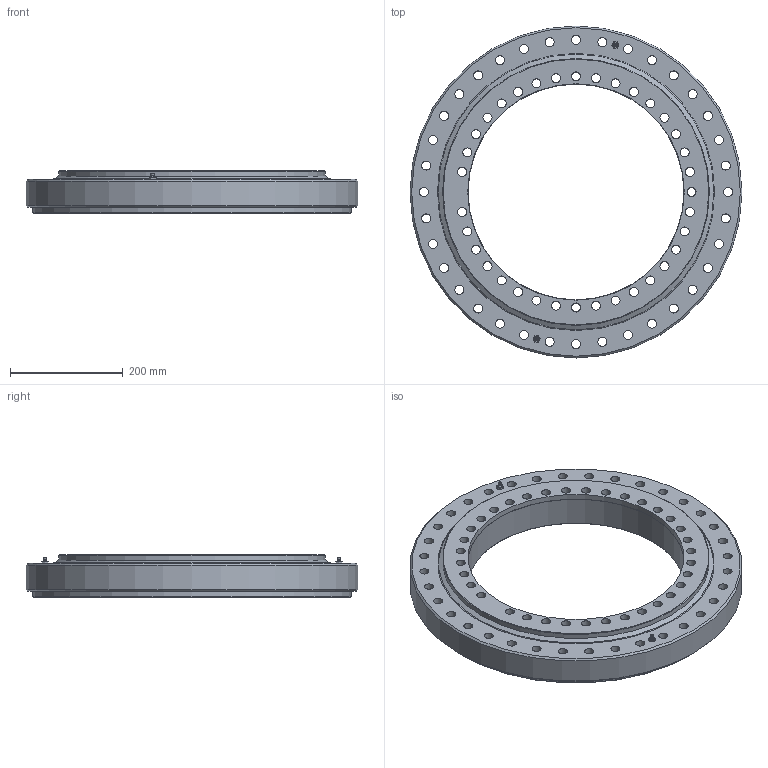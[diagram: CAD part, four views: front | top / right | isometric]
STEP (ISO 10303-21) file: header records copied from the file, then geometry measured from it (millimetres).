
FILE_DESCRIPTION (( 'STEP AP214' ), '1' );
FILE_NAME ('SD.589.25.15.D.1-R.STEP', '2021-08-16T06:22:49', ( '' ), ( '' ), 'SwSTEP 2.0', 'SolidWorks 2016', '' );
FILE_SCHEMA (( 'AUTOMOTIVE_DESIGN' ));
Length unit declared in the file: millimetre
Products named in the file (7): Grease nipple M10x1mm; SD.589.25.15.D.1-R - OR; SD.589.25.15.D.1-R - OR Seal; SD.589.25.15.D.1-R - IR Seal; Roller L25; SD.589.25.15.D.1-R; SD.589.25.15.D.1-R - IR
Assembly tree (54 placements, depth 2):
  SD.589.25.15.D.1-R
    SD.589.25.15.D.1-R - IR
    SD.589.25.15.D.1-R - OR
    Roller L25  x48
    SD.589.25.15.D.1-R - IR Seal
    SD.589.25.15.D.1-R - OR Seal
    Grease nipple M10x1mm  x2
Bounding box: 589 x 589 x 75 mm (x, y, z)
Volume: 8137358.2 mm3; surface area: 1196022.8 mm2
Topology: 54 solids, 54 shells, 429 faces, 839 edges, 528 vertices
Faces by surface type: cylinder 146, plane 134, torus 105, cone 44
Full cylindrical faces by diameter (mm): 3 x2, 5 x4, 9 x2, 10 x2, 16 x71, 25 x48, 383 x1, 384 x1, 459.5 x2, 473.5 x3, 476.5 x3, 490.5 x2, 565 x1, 589 x1
Entity records: 5382 total; most frequent: CARTESIAN_POINT 977, DIRECTION 908, ORIENTED_EDGE 540, AXIS2_PLACEMENT_3D 451, EDGE_LOOP 450, EDGE_CURVE 270, FACE_OUTER_BOUND 267, VERTEX_POINT 244
